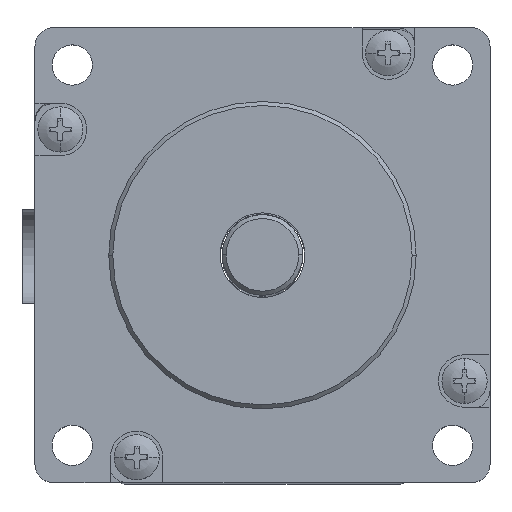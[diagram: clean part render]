
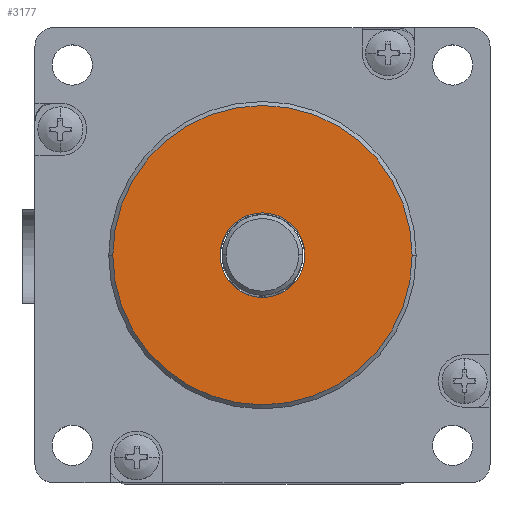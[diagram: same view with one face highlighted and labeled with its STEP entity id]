
A CAD part, top view. The second image highlights one B-rep face of the part: STEP entity #3177.
In plain terms, the highlighted planar face has unit normal (0, 0, 1).
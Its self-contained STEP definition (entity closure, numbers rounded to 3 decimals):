
#452=CARTESIAN_POINT('',(0.,0.,102.6));
#453=DIRECTION('',(0.,0.,1.));
#454=DIRECTION('',(-1.,0.,0.));
#455=AXIS2_PLACEMENT_3D('',#452,#453,#454);
#457=CARTESIAN_POINT('',(0.,0.,102.6));
#458=DIRECTION('',(0.,0.,1.));
#459=DIRECTION('',(1.,0.,0.));
#460=AXIS2_PLACEMENT_3D('',#457,#458,#459);
#462=CARTESIAN_POINT('',(0.,0.,102.6));
#463=DIRECTION('',(0.,0.,1.));
#464=DIRECTION('',(1.,0.,0.));
#465=AXIS2_PLACEMENT_3D('',#462,#463,#464);
#467=CARTESIAN_POINT('',(0.,0.,102.6));
#468=DIRECTION('',(0.,0.,1.));
#469=DIRECTION('',(-1.,0.,0.));
#470=AXIS2_PLACEMENT_3D('',#467,#468,#469);
#2062=CARTESIAN_POINT('',(-5.25,0.,102.6));
#2063=CARTESIAN_POINT('',(5.25,0.,102.6));
#2064=VERTEX_POINT('',#2062);
#2065=VERTEX_POINT('',#2063);
#2066=CARTESIAN_POINT('',(-18.55,0.,102.6));
#2067=CARTESIAN_POINT('',(18.55,0.,102.6));
#2068=VERTEX_POINT('',#2066);
#2069=VERTEX_POINT('',#2067);
#3160=CARTESIAN_POINT('',(0.,0.,102.6));
#3161=DIRECTION('',(0.,0.,1.));
#3162=DIRECTION('',(-1.,0.,0.));
#3163=AXIS2_PLACEMENT_3D('',#3160,#3161,#3162);
#3164=PLANE('',#3163);
#3166=ORIENTED_EDGE('',*,*,#3165,.F.);
#3168=ORIENTED_EDGE('',*,*,#3167,.F.);
#3169=EDGE_LOOP('',(#3166,#3168));
#3170=FACE_OUTER_BOUND('',#3169,.F.);
#3172=ORIENTED_EDGE('',*,*,#3171,.T.);
#3174=ORIENTED_EDGE('',*,*,#3173,.T.);
#3175=EDGE_LOOP('',(#3172,#3174));
#3176=FACE_BOUND('',#3175,.F.);
#3177=ADVANCED_FACE('',(#3170,#3176),#3164,.T.);
#456=CIRCLE('',#455,18.55);
#461=CIRCLE('',#460,18.55);
#466=CIRCLE('',#465,5.25);
#471=CIRCLE('',#470,5.25);
#3165=EDGE_CURVE('',#2068,#2069,#456,.T.);
#3167=EDGE_CURVE('',#2069,#2068,#461,.T.);
#3171=EDGE_CURVE('',#2065,#2064,#466,.T.);
#3173=EDGE_CURVE('',#2064,#2065,#471,.T.);
